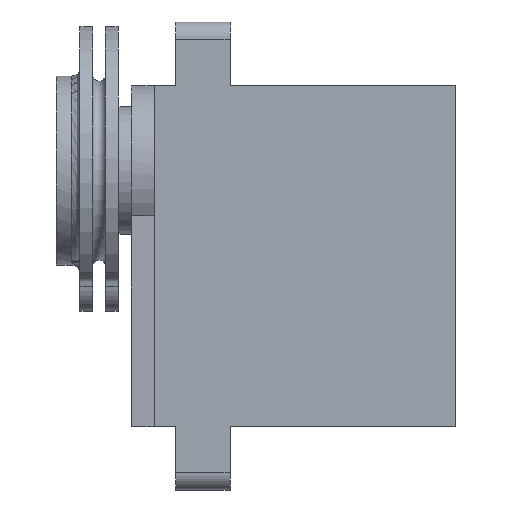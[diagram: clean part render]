
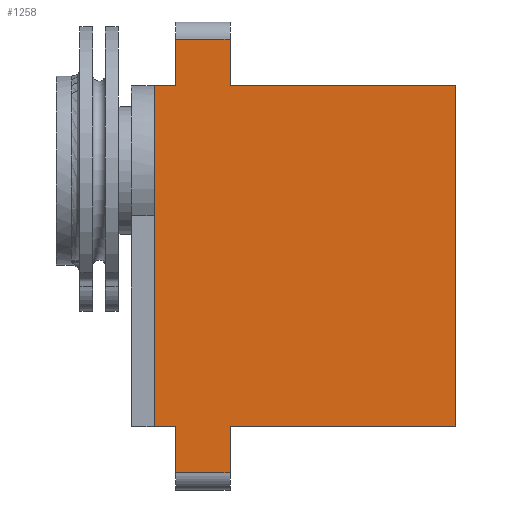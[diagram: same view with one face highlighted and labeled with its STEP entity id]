
A CAD part, left-side view. The second image highlights one B-rep face of the part: STEP entity #1258.
In plain terms, the highlighted planar face has unit normal (-1, 0, 0).
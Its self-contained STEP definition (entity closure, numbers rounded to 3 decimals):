
#261=FACE_OUTER_BOUND('',#346,.T.);
#346=EDGE_LOOP('',(#953,#954,#955,#956,#957,#958,#959,#960,#961,#962,#963,
#964,#965,#966));
#479=LINE('',#1929,#543);
#480=LINE('',#1932,#544);
#484=LINE('',#1949,#548);
#488=LINE('',#1958,#552);
#497=LINE('',#1979,#561);
#501=LINE('',#1992,#565);
#502=LINE('',#1995,#566);
#507=LINE('',#2016,#571);
#508=LINE('',#2025,#572);
#509=LINE('',#2027,#573);
#512=LINE('',#2033,#576);
#513=LINE('',#2035,#577);
#514=LINE('',#2036,#578);
#515=LINE('',#2037,#579);
#543=VECTOR('',#1512,10.);
#544=VECTOR('',#1515,10.);
#548=VECTOR('',#1529,10.);
#552=VECTOR('',#1535,10.);
#561=VECTOR('',#1550,10.);
#565=VECTOR('',#1560,10.);
#566=VECTOR('',#1563,10.);
#571=VECTOR('',#1582,10.);
#572=VECTOR('',#1591,10.);
#573=VECTOR('',#1594,10.);
#576=VECTOR('',#1601,10.);
#577=VECTOR('',#1604,10.);
#578=VECTOR('',#1605,10.);
#579=VECTOR('',#1606,10.);
#605=VERTEX_POINT('',#1923);
#607=VERTEX_POINT('',#1927);
#608=VERTEX_POINT('',#1931);
#614=VERTEX_POINT('',#1945);
#616=VERTEX_POINT('',#1948);
#618=VERTEX_POINT('',#1954);
#620=VERTEX_POINT('',#1957);
#629=VERTEX_POINT('',#1977);
#633=VERTEX_POINT('',#1986);
#635=VERTEX_POINT('',#1990);
#636=VERTEX_POINT('',#1994);
#645=VERTEX_POINT('',#2014);
#648=VERTEX_POINT('',#2022);
#649=VERTEX_POINT('',#2023);
#732=EDGE_CURVE('',#607,#605,#479,.T.);
#733=EDGE_CURVE('',#605,#608,#480,.T.);
#741=EDGE_CURVE('',#614,#616,#484,.T.);
#745=EDGE_CURVE('',#618,#620,#488,.T.);
#756=EDGE_CURVE('',#629,#618,#497,.T.);
#762=EDGE_CURVE('',#635,#633,#501,.T.);
#763=EDGE_CURVE('',#633,#636,#502,.T.);
#774=EDGE_CURVE('',#645,#614,#507,.T.);
#778=EDGE_CURVE('',#648,#649,#508,.F.);
#779=EDGE_CURVE('',#648,#620,#509,.T.);
#783=EDGE_CURVE('',#608,#645,#512,.T.);
#784=EDGE_CURVE('',#649,#607,#513,.F.);
#785=EDGE_CURVE('',#636,#629,#514,.T.);
#786=EDGE_CURVE('',#616,#635,#515,.F.);
#953=ORIENTED_EDGE('',*,*,#783,.F.);
#954=ORIENTED_EDGE('',*,*,#733,.F.);
#955=ORIENTED_EDGE('',*,*,#732,.F.);
#956=ORIENTED_EDGE('',*,*,#784,.F.);
#957=ORIENTED_EDGE('',*,*,#778,.F.);
#958=ORIENTED_EDGE('',*,*,#779,.T.);
#959=ORIENTED_EDGE('',*,*,#745,.F.);
#960=ORIENTED_EDGE('',*,*,#756,.F.);
#961=ORIENTED_EDGE('',*,*,#785,.F.);
#962=ORIENTED_EDGE('',*,*,#763,.F.);
#963=ORIENTED_EDGE('',*,*,#762,.F.);
#964=ORIENTED_EDGE('',*,*,#786,.F.);
#965=ORIENTED_EDGE('',*,*,#741,.F.);
#966=ORIENTED_EDGE('',*,*,#774,.F.);
#1225=PLANE('',#1358);
#1258=ADVANCED_FACE('',(#261),#1225,.T.);
#1358=AXIS2_PLACEMENT_3D('',#2034,#1602,#1603);
#1512=DIRECTION('',(0.,-1.,0.));
#1515=DIRECTION('',(0.,0.,1.));
#1529=DIRECTION('',(0.,-1.,0.));
#1535=DIRECTION('',(0.,1.,0.));
#1550=DIRECTION('',(0.,0.,1.));
#1560=DIRECTION('',(0.,1.,0.));
#1563=DIRECTION('',(0.,0.,-1.));
#1582=DIRECTION('',(0.,0.,-1.));
#1591=DIRECTION('',(0.,0.,-1.));
#1594=DIRECTION('',(0.,0.,-1.));
#1601=DIRECTION('',(0.,-1.,0.));
#1602=DIRECTION('center_axis',(-1.,0.,0.));
#1603=DIRECTION('ref_axis',(0.,0.,1.));
#1604=DIRECTION('',(0.,0.,-1.));
#1605=DIRECTION('',(0.,1.,0.));
#1606=DIRECTION('',(0.,0.,1.));
#1923=CARTESIAN_POINT('',(-10.,31.5,20.05));
#1927=CARTESIAN_POINT('',(-10.,34.,20.05));
#1929=CARTESIAN_POINT('',(-10.,0.,20.05));
#1931=CARTESIAN_POINT('',(-10.,31.5,25.5));
#1932=CARTESIAN_POINT('',(-10.,31.5,0.));
#1945=CARTESIAN_POINT('',(-10.,25.1,20.05));
#1948=CARTESIAN_POINT('',(-10.,-1.4,20.05));
#1949=CARTESIAN_POINT('',(-10.,0.,20.05));
#1954=CARTESIAN_POINT('',(-10.,31.5,-20.05));
#1957=CARTESIAN_POINT('',(-10.,34.,-20.05));
#1958=CARTESIAN_POINT('',(-10.,0.,-20.05));
#1977=CARTESIAN_POINT('',(-10.,31.5,-25.5));
#1979=CARTESIAN_POINT('',(-10.,31.5,-19.5));
#1986=CARTESIAN_POINT('',(-10.,25.1,-20.05));
#1990=CARTESIAN_POINT('',(-10.,-1.4,-20.05));
#1992=CARTESIAN_POINT('',(-10.,0.,-20.05));
#1994=CARTESIAN_POINT('',(-10.,25.1,-25.5));
#1995=CARTESIAN_POINT('',(-10.,25.1,-19.5));
#2014=CARTESIAN_POINT('',(-10.,25.1,25.5));
#2016=CARTESIAN_POINT('',(-10.,25.1,0.));
#2022=CARTESIAN_POINT('',(-10.,34.,9.487));
#2023=CARTESIAN_POINT('',(-10.,34.,10.572));
#2025=CARTESIAN_POINT('',(-10.,34.,-9.75));
#2027=CARTESIAN_POINT('',(-10.,34.,-19.5));
#2033=CARTESIAN_POINT('',(-10.,14.5,25.5));
#2034=CARTESIAN_POINT('Origin',(-10.,0.,-19.5));
#2035=CARTESIAN_POINT('',(-10.,34.,-9.75));
#2036=CARTESIAN_POINT('',(-10.,28.,-25.5));
#2037=CARTESIAN_POINT('',(-10.,-1.4,-9.75));
